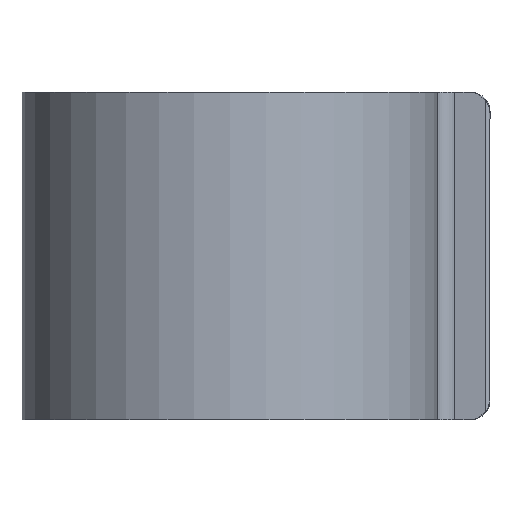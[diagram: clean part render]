
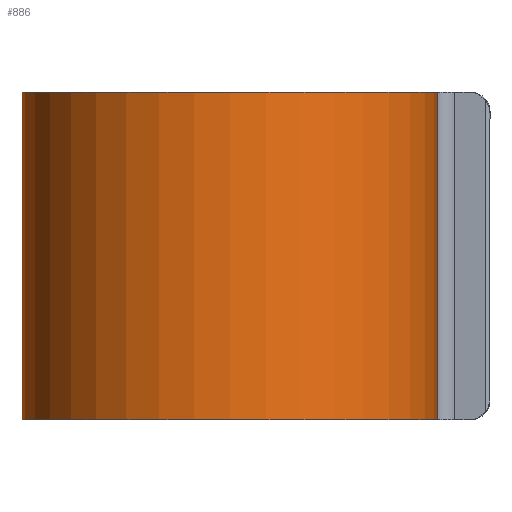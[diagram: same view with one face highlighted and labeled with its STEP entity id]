
A CAD part, front view. The second image highlights one B-rep face of the part: STEP entity #886.
In plain terms, the highlighted cylindrical face has radius 10.15 mm (diameter 20.3 mm), a partial arc.
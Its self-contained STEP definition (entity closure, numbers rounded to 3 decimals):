
#4 = ORIENTED_EDGE ( 'NONE', *, *, #486, .T. ) ;
#52 = FACE_OUTER_BOUND ( 'NONE', #220, .T. ) ;
#64 = VECTOR ( 'NONE', #873, 1000. ) ;
#67 = AXIS2_PLACEMENT_3D ( 'NONE', #635, #471, #697 ) ;
#120 = DIRECTION ( 'NONE',  ( 0., 0., 1. ) ) ;
#181 = CARTESIAN_POINT ( 'NONE',  ( 484.555, -57.543, -16. ) ) ;
#205 = AXIS2_PLACEMENT_3D ( 'NONE', #394, #474, #620 ) ;
#220 = EDGE_LOOP ( 'NONE', ( #820, #370, #4, #269 ) ) ;
#226 = EDGE_CURVE ( 'NONE', #260, #457, #261, .T. ) ;
#239 = VERTEX_POINT ( 'NONE', #181 ) ;
#260 = VERTEX_POINT ( 'NONE', #459 ) ;
#261 = CIRCLE ( 'NONE', #699, 10.15 ) ;
#269 = ORIENTED_EDGE ( 'NONE', *, *, #226, .F. ) ;
#313 = DIRECTION ( 'NONE',  ( 0., 0., 1. ) ) ;
#340 = CYLINDRICAL_SURFACE ( 'NONE', #67, 10.15 ) ;
#354 = EDGE_CURVE ( 'NONE', #239, #260, #631, .T. ) ;
#357 = CARTESIAN_POINT ( 'NONE',  ( 504.855, -57.543, -16. ) ) ;
#370 = ORIENTED_EDGE ( 'NONE', *, *, #654, .T. ) ;
#394 = CARTESIAN_POINT ( 'NONE',  ( 494.705, -57.543, -16. ) ) ;
#457 = VERTEX_POINT ( 'NONE', #902 ) ;
#459 = CARTESIAN_POINT ( 'NONE',  ( 484.555, -57.543, 0. ) ) ;
#471 = DIRECTION ( 'NONE',  ( 0., 0., 1. ) ) ;
#474 = DIRECTION ( 'NONE',  ( 0., 0., 1. ) ) ;
#486 = EDGE_CURVE ( 'NONE', #726, #457, #815, .T. ) ;
#573 = CIRCLE ( 'NONE', #205, 10.15 ) ;
#591 = VECTOR ( 'NONE', #313, 1000. ) ;
#620 = DIRECTION ( 'NONE',  ( 1., 0., 0. ) ) ;
#631 = LINE ( 'NONE', #779, #64 ) ;
#635 = CARTESIAN_POINT ( 'NONE',  ( 494.705, -57.543, 0. ) ) ;
#654 = EDGE_CURVE ( 'NONE', #239, #726, #573, .T. ) ;
#681 = CARTESIAN_POINT ( 'NONE',  ( 504.855, -57.543, 0. ) ) ;
#683 = CARTESIAN_POINT ( 'NONE',  ( 494.705, -57.543, 0. ) ) ;
#697 = DIRECTION ( 'NONE',  ( 1., 0., 0. ) ) ;
#699 = AXIS2_PLACEMENT_3D ( 'NONE', #683, #120, #770 ) ;
#726 = VERTEX_POINT ( 'NONE', #357 ) ;
#770 = DIRECTION ( 'NONE',  ( 1., 0., 0. ) ) ;
#779 = CARTESIAN_POINT ( 'NONE',  ( 484.555, -57.543, 0. ) ) ;
#815 = LINE ( 'NONE', #681, #591 ) ;
#820 = ORIENTED_EDGE ( 'NONE', *, *, #354, .F. ) ;
#873 = DIRECTION ( 'NONE',  ( 0., 0., 1. ) ) ;
#886 = ADVANCED_FACE ( 'NONE', ( #52 ), #340, .T. ) ;
#902 = CARTESIAN_POINT ( 'NONE',  ( 504.855, -57.543, 0. ) ) ;
